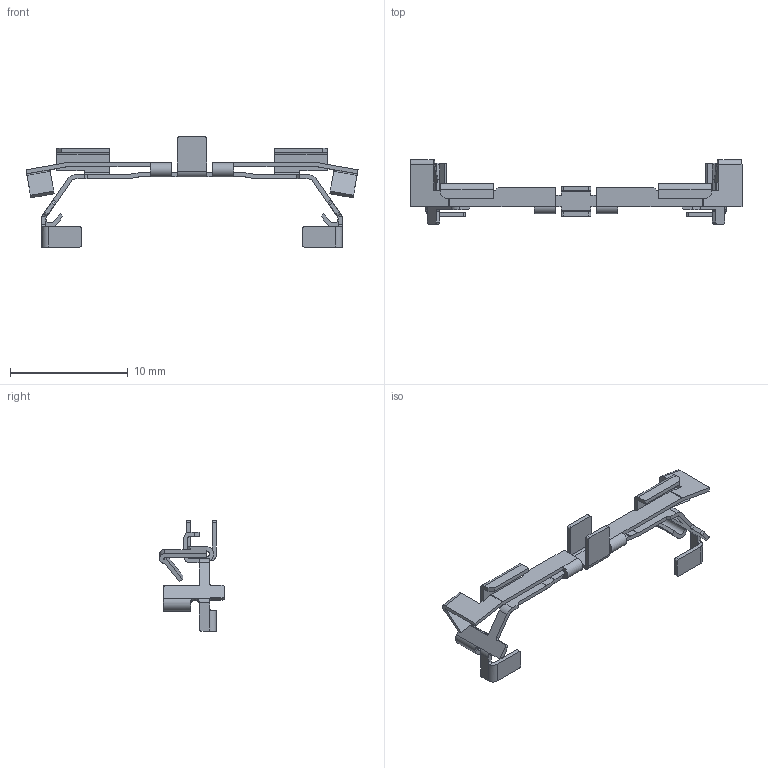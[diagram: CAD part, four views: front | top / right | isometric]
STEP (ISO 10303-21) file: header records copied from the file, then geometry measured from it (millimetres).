
FILE_DESCRIPTION((''),'2;1');
FILE_NAME('C-1717832-2','2019-06-07T02:14:07',('workeradm'),('TE Connectivity Ltd.'),'CREO PARAMETRIC BY PTC INC, 2018190','CREO PARAMETRIC BY PTC INC, 2018190','');
FILE_SCHEMA(('AUTOMOTIVE_DESIGN { 1 0 10303 214 1 1 1 1 }'));
Length unit declared in the file: millimetre
Products named in the file (1): C-1717832-2
Bounding box: 28.2 x 5.5 x 9.35 mm (x, y, z)
Volume: 62.7 mm3; surface area: 436 mm2
Topology: 1 solids, 1 shells, 222 faces, 628 edges, 408 vertices
Faces by surface type: plane 144, cylinder 74, cone 4
Entity records: 7245 total; most frequent: CARTESIAN_POINT 1349, ORIENTED_EDGE 1256, DIRECTION 1202, EDGE_CURVE 628, VECTOR 470, LINE 470, VERTEX_POINT 408, AXIS2_PLACEMENT_3D 366
